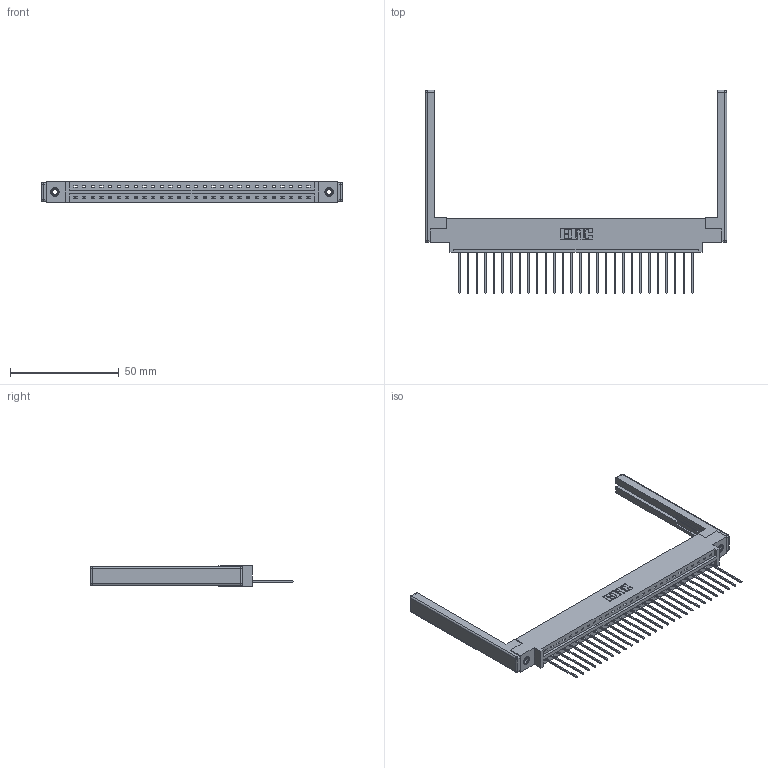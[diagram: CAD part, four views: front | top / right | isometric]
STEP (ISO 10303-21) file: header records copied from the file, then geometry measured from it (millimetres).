
FILE_DESCRIPTION (( 'STEP AP203' ), '1' );
FILE_NAME ('337-028-541-668.STEP', '2019-09-30T21:14:36', ( '' ), ( '' ), 'SwSTEP 2.0', 'SolidWorks 2016', '' );
FILE_SCHEMA (( 'CONFIG_CONTROL_DESIGN' ));
Length unit declared in the file: inch
Products named in the file (5): 337 Part_0.170 Offset - 0.156 Dia-TI; 337-028-541-668; 345-292-001_345-293-141; 307-220-068; 345-250-001_345-250-001-102
Assembly tree (33 placements, depth 2):
  337-028-541-668
    337 Part_0.170 Offset - 0.156 Dia-TI
    345-292-001_345-293-141  x28
    345-250-001_345-250-001-102  x2
    307-220-068  x2
Bounding box: 138.38 x 93.35 x 9.4 mm (x, y, z)
Volume: 18573.1 mm3; surface area: 19334.6 mm2
Topology: 33 solids, 33 shells, 2008 faces, 5977 edges, 3926 vertices
Faces by surface type: plane 1450, cylinder 534, cone 12, sphere 8, torus 4
Entity records: 25534 total; most frequent: CARTESIAN_POINT 4403, ORIENTED_EDGE 4356, DIRECTION 3808, EDGE_CURVE 2178, LINE 2000, VECTOR 2000, VERTEX_POINT 1442, AXIS2_PLACEMENT_3D 904
